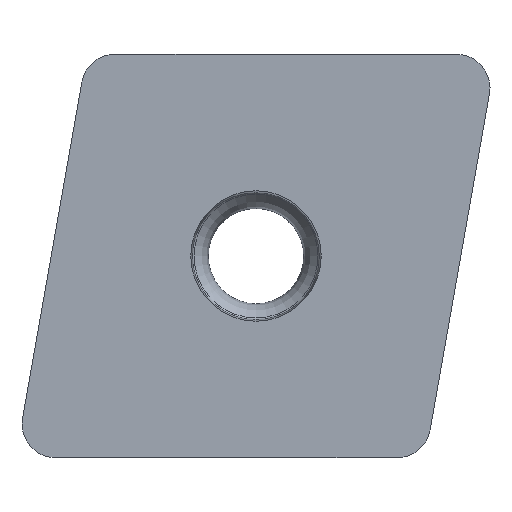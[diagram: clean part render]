
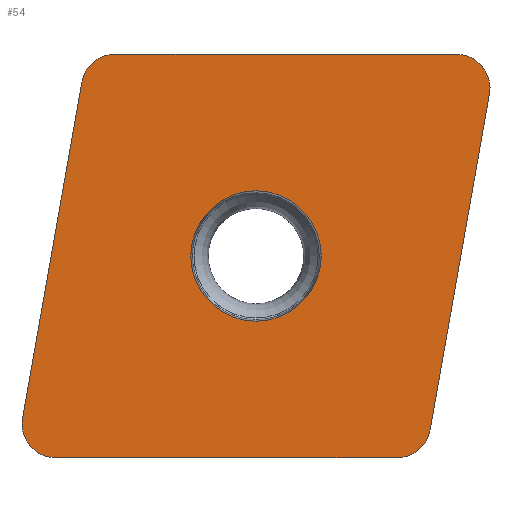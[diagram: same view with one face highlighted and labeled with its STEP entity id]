
A CAD part, top view. The second image highlights one B-rep face of the part: STEP entity #54.
In plain terms, the highlighted planar face has unit normal (0, 0, 1).
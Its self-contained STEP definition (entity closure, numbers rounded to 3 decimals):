
#54=ADVANCED_FACE('',(#103,#104),#68,.T.);
#68=PLANE('',#299);
#73=LINE('',#505,#89);
#77=LINE('',#513,#93);
#80=LINE('',#519,#96);
#83=LINE('',#525,#99);
#89=VECTOR('',#333,1.0);
#93=VECTOR('',#339,1.0);
#96=VECTOR('',#344,1.0);
#99=VECTOR('',#349,1.0);
#103=FACE_BOUND('',#119,.T.);
#104=FACE_BOUND('',#120,.T.);
#119=EDGE_LOOP('',(#158));
#120=EDGE_LOOP('',(#159,#160,#161,#162,#163,#164,#165,#166));
#158=ORIENTED_EDGE('',*,*,#233,.F.);
#159=ORIENTED_EDGE('',*,*,#231,.T.);
#160=ORIENTED_EDGE('',*,*,#234,.T.);
#161=ORIENTED_EDGE('',*,*,#221,.T.);
#162=ORIENTED_EDGE('',*,*,#235,.T.);
#163=ORIENTED_EDGE('',*,*,#225,.T.);
#164=ORIENTED_EDGE('',*,*,#236,.T.);
#165=ORIENTED_EDGE('',*,*,#228,.T.);
#166=ORIENTED_EDGE('',*,*,#237,.T.);
#200=VERTEX_POINT('',#506);
#201=VERTEX_POINT('',#507);
#202=VERTEX_POINT('',#512);
#203=VERTEX_POINT('',#514);
#204=VERTEX_POINT('',#518);
#205=VERTEX_POINT('',#520);
#206=VERTEX_POINT('',#524);
#207=VERTEX_POINT('',#526);
#208=VERTEX_POINT('',#530);
#221=EDGE_CURVE('',#200,#201,#73,.T.);
#225=EDGE_CURVE('',#203,#202,#77,.T.);
#228=EDGE_CURVE('',#205,#204,#80,.T.);
#231=EDGE_CURVE('',#207,#206,#83,.T.);
#233=EDGE_CURVE('',#208,#208,#246,.T.);
#234=EDGE_CURVE('',#206,#200,#247,.T.);
#235=EDGE_CURVE('',#201,#203,#248,.T.);
#236=EDGE_CURVE('',#202,#205,#249,.T.);
#237=EDGE_CURVE('',#204,#207,#250,.T.);
#246=CIRCLE('',#294,6.161);
#247=CIRCLE('',#295,3.175);
#248=CIRCLE('',#296,3.175);
#249=CIRCLE('',#297,3.175);
#250=CIRCLE('',#298,3.175);
#294=AXIS2_PLACEMENT_3D('',#529,#353,#354);
#295=AXIS2_PLACEMENT_3D('',#531,#355,#356);
#296=AXIS2_PLACEMENT_3D('',#532,#357,#358);
#297=AXIS2_PLACEMENT_3D('',#533,#359,#360);
#298=AXIS2_PLACEMENT_3D('',#534,#361,#362);
#299=AXIS2_PLACEMENT_3D('',#535,#363,#364);
#333=DIRECTION('',(-1.0,0.,0.));
#339=DIRECTION('',(-0.174,-0.985,0.));
#344=DIRECTION('',(1.0,0.,0.));
#349=DIRECTION('',(0.174,0.985,0.));
#353=DIRECTION('',(0.0,0.0,1.0));
#354=DIRECTION('',(-0.766,-0.643,0.0));
#355=DIRECTION('',(0.,0.,1.0));
#356=DIRECTION('',(-0.643,0.766,0.));
#357=DIRECTION('',(0.,0.,1.0));
#358=DIRECTION('',(-0.643,0.766,0.));
#359=DIRECTION('',(0.,0.,1.0));
#360=DIRECTION('',(-0.643,0.766,0.));
#361=DIRECTION('',(0.,0.,1.0));
#362=DIRECTION('',(-0.643,0.766,0.));
#363=DIRECTION('',(0.,0.,1.0));
#364=DIRECTION('',(-0.643,0.766,0.));
#505=CARTESIAN_POINT('',(22.703,38.1,0.));
#506=CARTESIAN_POINT('',(41.622,38.1,0.));
#507=CARTESIAN_POINT('',(9.382,38.1,0.));
#512=CARTESIAN_POINT('',(0.657,3.726,0.));
#513=CARTESIAN_POINT('',(3.942,22.358,0.));
#514=CARTESIAN_POINT('',(6.255,35.476,0.));
#518=CARTESIAN_POINT('',(36.024,0.,0.));
#519=CARTESIAN_POINT('',(22.703,0.,0.));
#520=CARTESIAN_POINT('',(3.784,0.,0.));
#524=CARTESIAN_POINT('',(44.749,34.374,0.));
#525=CARTESIAN_POINT('',(41.463,15.742,0.));
#526=CARTESIAN_POINT('',(39.15,2.624,0.));
#529=CARTESIAN_POINT('',(22.703,19.05,0.0));
#530=CARTESIAN_POINT('',(17.983,15.09,0.0));
#531=CARTESIAN_POINT('',(41.622,34.925,0.));
#532=CARTESIAN_POINT('',(9.382,34.925,0.));
#533=CARTESIAN_POINT('',(3.784,3.175,0.));
#534=CARTESIAN_POINT('',(36.024,3.175,0.));
#535=CARTESIAN_POINT('',(22.703,19.05,0.));
